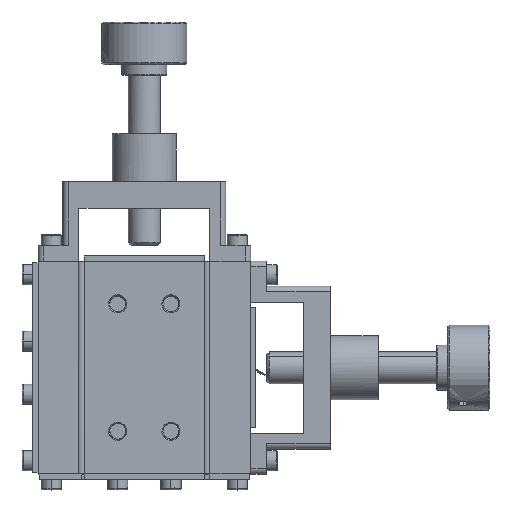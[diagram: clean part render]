
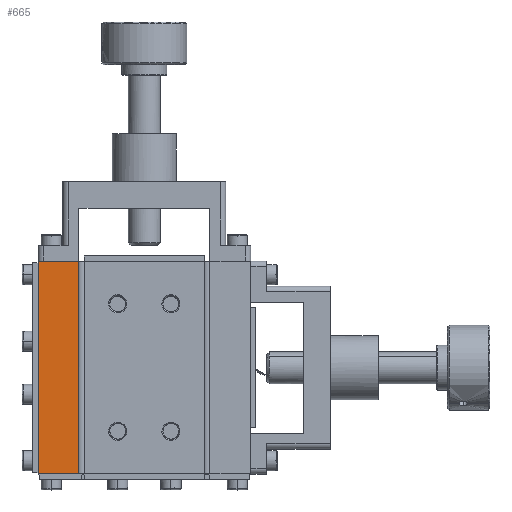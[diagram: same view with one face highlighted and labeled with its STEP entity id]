
A CAD part, top view. The second image highlights one B-rep face of the part: STEP entity #665.
In plain terms, the highlighted free-form (B-spline) face has degree [1, 1] with [2, 2] control points.
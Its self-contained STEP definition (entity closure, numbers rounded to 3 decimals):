
#665=ADVANCED_FACE('',(#2035),#42046,.T.);
#2035=FACE_OUTER_BOUND('',#3268,.T.);
#3268=EDGE_LOOP('',(#5191,#5192,#5193,#5194));
#5191=ORIENTED_EDGE('',*,*,#34871,.T.);
#5192=ORIENTED_EDGE('',*,*,#34872,.T.);
#5193=ORIENTED_EDGE('',*,*,#34873,.T.);
#5194=ORIENTED_EDGE('',*,*,#34874,.T.);
#11629=B_SPLINE_CURVE_WITH_KNOTS('',1,(#57542,#57543),.UNSPECIFIED.,.F.,
 .F.,(2,2),(0.,7.7),.UNSPECIFIED.);
#11630=B_SPLINE_CURVE_WITH_KNOTS('',1,(#57544,#57545),.UNSPECIFIED.,.F.,
 .F.,(2,2),(0.,7.7),.UNSPECIFIED.);
#11631=B_SPLINE_CURVE_WITH_KNOTS('',1,(#57546,#57547),.UNSPECIFIED.,.F.,
 .F.,(2,2),(0.,40.),.UNSPECIFIED.);
#11632=B_SPLINE_CURVE_WITH_KNOTS('',1,(#57548,#57549),.UNSPECIFIED.,.F.,
 .F.,(2,2),(0.,40.),.UNSPECIFIED.);
#11633=B_SPLINE_CURVE_WITH_KNOTS('',1,(#57550,#57551),.UNSPECIFIED.,.F.,
 .F.,(2,2),(0.,7.7),.UNSPECIFIED.);
#11634=B_SPLINE_CURVE_WITH_KNOTS('',1,(#57552,#57553),.UNSPECIFIED.,.F.,
 .F.,(2,2),(0.,7.7),.UNSPECIFIED.);
#11635=B_SPLINE_CURVE_WITH_KNOTS('',1,(#57554,#57555),.UNSPECIFIED.,.F.,
 .F.,(2,2),(-40.,0.),.UNSPECIFIED.);
#11636=B_SPLINE_CURVE_WITH_KNOTS('',1,(#57556,#57557),.UNSPECIFIED.,.F.,
 .F.,(2,2),(-40.,0.),.UNSPECIFIED.);
#11663=B_SPLINE_CURVE_WITH_KNOTS('',1,(#57690,#57691),.UNSPECIFIED.,.F.,
 .F.,(2,2),(-40.,0.),.UNSPECIFIED.);
#13611=B_SPLINE_CURVE_WITH_KNOTS('',1,(#64995,#64996),.UNSPECIFIED.,.F.,
 .F.,(2,2),(0.,40.),.UNSPECIFIED.);
#13739=B_SPLINE_CURVE_WITH_KNOTS('',1,(#65403,#65404),.UNSPECIFIED.,.F.,
 .F.,(2,2),(0.,7.7),.UNSPECIFIED.);
#14066=B_SPLINE_CURVE_WITH_KNOTS('',1,(#66760,#66761),.UNSPECIFIED.,.F.,
 .F.,(2,2),(0.,7.7),.UNSPECIFIED.);
#19295=PCURVE('',#42046,#25625);
#19296=PCURVE('',#42046,#25626);
#19297=PCURVE('',#42046,#25627);
#19298=PCURVE('',#42046,#25628);
#19320=PCURVE('',#42049,#25650);
#20903=PCURVE('',#42170,#27233);
#21025=PCURVE('',#42191,#27355);
#21396=PCURVE('',#42244,#27726);
#25625=DEFINITIONAL_REPRESENTATION('',(#11630),#86553);
#25626=DEFINITIONAL_REPRESENTATION('',(#11632),#86553);
#25627=DEFINITIONAL_REPRESENTATION('',(#11634),#86553);
#25628=DEFINITIONAL_REPRESENTATION('',(#11636),#86553);
#25650=DEFINITIONAL_REPRESENTATION('',(#11663),#86553);
#27233=DEFINITIONAL_REPRESENTATION('',(#13611),#86553);
#27355=DEFINITIONAL_REPRESENTATION('',(#13739),#86553);
#27726=DEFINITIONAL_REPRESENTATION('',(#14066),#86553);
#31654=SURFACE_CURVE('',#11629,(#19295,#21025),.PCURVE_S1.);
#31655=SURFACE_CURVE('',#11631,(#19296,#20903),.PCURVE_S1.);
#31656=SURFACE_CURVE('',#11633,(#19297,#21396),.PCURVE_S1.);
#31657=SURFACE_CURVE('',#11635,(#19298,#19320),.PCURVE_S1.);
#34871=EDGE_CURVE('',#39713,#39716,#31654,.T.);
#34872=EDGE_CURVE('',#39716,#39715,#31655,.T.);
#34873=EDGE_CURVE('',#39715,#39714,#31656,.T.);
#34874=EDGE_CURVE('',#39714,#39713,#31657,.T.);
#39713=VERTEX_POINT('',#54754);
#39714=VERTEX_POINT('',#54755);
#39715=VERTEX_POINT('',#54756);
#39716=VERTEX_POINT('',#54757);
#42046=B_SPLINE_SURFACE_WITH_KNOTS('',1,1,((#46434,#46435),(#46436,#46437)),
 .UNSPECIFIED.,.F.,.F.,.F.,(2,2),(2,2),(-24.12,24.12),(-20.89,-11.41),
 .UNSPECIFIED.);
#42049=B_SPLINE_SURFACE_WITH_KNOTS('',1,1,((#46446,#46447),(#46448,#46449)),
 .UNSPECIFIED.,.F.,.F.,.F.,(2,2),(2,2),(-13.87,1.37),
(-5.12,55.12),.UNSPECIFIED.);
#42170=B_SPLINE_SURFACE_WITH_KNOTS('',1,1,((#49906,#49907),(#49908,#49909)),
 .UNSPECIFIED.,.F.,.F.,.F.,(2,2),(2,2),(-4.42,47.42),(-2.42,
25.42),.UNSPECIFIED.);
#42191=B_SPLINE_SURFACE_WITH_KNOTS('',1,1,((#49990,#49991),(#49992,#49993)),
 .UNSPECIFIED.,.F.,.F.,.F.,(2,2),(2,2),(-44.42,7.42),(-25.42,
2.42),.UNSPECIFIED.);
#42244=B_SPLINE_SURFACE_WITH_KNOTS('',1,1,((#50402,#50403),(#50404,#50405)),
 .UNSPECIFIED.,.F.,.F.,.F.,(2,2),(2,2),(-0.89,8.59),
(21.23,23.27),.UNSPECIFIED.);
#46434=CARTESIAN_POINT('',(-20.85,-24.281,24.906));
#46435=CARTESIAN_POINT('',(-11.37,-24.281,24.906));
#46436=CARTESIAN_POINT('',(-20.85,23.959,24.906));
#46437=CARTESIAN_POINT('',(-11.37,23.959,24.906));
#46446=CARTESIAN_POINT('',(-12.26,-25.281,11.036));
#46447=CARTESIAN_POINT('',(-12.26,34.959,11.036));
#46448=CARTESIAN_POINT('',(-12.26,-25.281,26.276));
#46449=CARTESIAN_POINT('',(-12.26,34.959,26.276));
#49906=CARTESIAN_POINT('',(-19.96,-24.581,-0.514));
#49907=CARTESIAN_POINT('',(-19.96,-24.581,27.326));
#49908=CARTESIAN_POINT('',(-19.96,27.259,-0.514));
#49909=CARTESIAN_POINT('',(-19.96,27.259,27.326));
#49990=CARTESIAN_POINT('',(-24.38,-20.161,27.326));
#49991=CARTESIAN_POINT('',(-24.38,-20.161,-0.514));
#49992=CARTESIAN_POINT('',(27.46,-20.161,27.326));
#49993=CARTESIAN_POINT('',(27.46,-20.161,-0.514));
#50402=CARTESIAN_POINT('',(-20.85,19.839,23.136));
#50403=CARTESIAN_POINT('',(-20.85,19.839,25.176));
#50404=CARTESIAN_POINT('',(-11.37,19.839,23.136));
#50405=CARTESIAN_POINT('',(-11.37,19.839,25.176));
#54754=CARTESIAN_POINT('',(-12.26,-20.161,24.906));
#54755=CARTESIAN_POINT('',(-12.26,19.839,24.906));
#54756=CARTESIAN_POINT('',(-19.96,19.839,24.906));
#54757=CARTESIAN_POINT('',(-19.96,-20.161,24.906));
#57542=CARTESIAN_POINT('',(-12.26,-20.161,24.906));
#57543=CARTESIAN_POINT('',(-19.96,-20.161,24.906));
#57544=CARTESIAN_POINT('',(-20.,-12.3));
#57545=CARTESIAN_POINT('',(-20.,-20.));
#57546=CARTESIAN_POINT('',(-19.96,-20.161,24.906));
#57547=CARTESIAN_POINT('',(-19.96,19.839,24.906));
#57548=CARTESIAN_POINT('',(-20.,-20.));
#57549=CARTESIAN_POINT('',(20.,-20.));
#57550=CARTESIAN_POINT('',(-19.96,19.839,24.906));
#57551=CARTESIAN_POINT('',(-12.26,19.839,24.906));
#57552=CARTESIAN_POINT('',(20.,-20.));
#57553=CARTESIAN_POINT('',(20.,-12.3));
#57554=CARTESIAN_POINT('',(-12.26,19.839,24.906));
#57555=CARTESIAN_POINT('',(-12.26,-20.161,24.906));
#57556=CARTESIAN_POINT('',(20.,-12.3));
#57557=CARTESIAN_POINT('',(-20.,-12.3));
#57690=CARTESIAN_POINT('',(0.,40.));
#57691=CARTESIAN_POINT('',(0.,0.));
#64995=CARTESIAN_POINT('',(0.,23.));
#64996=CARTESIAN_POINT('',(40.,23.));
#65403=CARTESIAN_POINT('',(-32.3,-23.));
#65404=CARTESIAN_POINT('',(-40.,-23.));
#66760=CARTESIAN_POINT('',(0.,23.));
#66761=CARTESIAN_POINT('',(7.7,23.));
#86553=(
GEOMETRIC_REPRESENTATION_CONTEXT(2)
PARAMETRIC_REPRESENTATION_CONTEXT()
REPRESENTATION_CONTEXT('pspace','')
);
